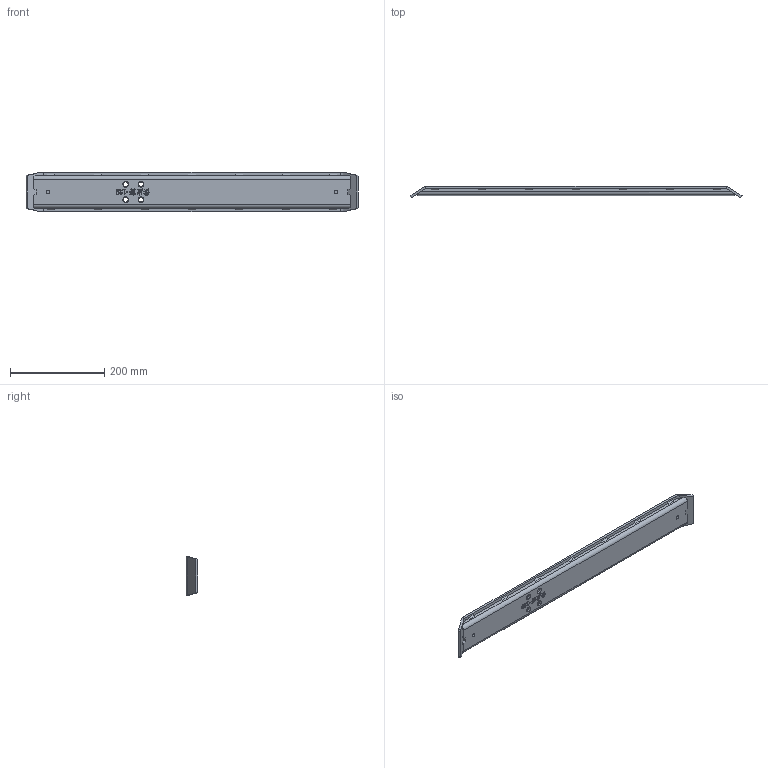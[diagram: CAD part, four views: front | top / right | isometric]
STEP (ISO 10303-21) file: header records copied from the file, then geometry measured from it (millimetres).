
FILE_DESCRIPTION((''),'2;1');
FILE_NAME('JS36DS-0200','2021-01-06T17:04:23',('sa'),('捷昌驱动'),'CREO PARAMETRIC BY PTC INC, 2018100','CREO PARAMETRIC BY PTC INC, 2018100','');
FILE_SCHEMA(('CONFIG_CONTROL_DESIGN'));
Length unit declared in the file: millimetre
Products named in the file (1): JS36DS-0200
Bounding box: 705 x 25 x 84 mm (x, y, z)
Volume: 575507 mm3; surface area: 236041.6 mm2
Topology: 1 solids, 21 shells, 351 faces, 1011 edges, 698 vertices
Faces by surface type: plane 169, extrusion 142, cylinder 40
Entity records: 12333 total; most frequent: CARTESIAN_POINT 3576, ORIENTED_EDGE 1942, DIRECTION 1349, EDGE_CURVE 1011, VECTOR 777, VERTEX_POINT 698, LINE 635, B_SPLINE_CURVE_WITH_KNOTS 442
